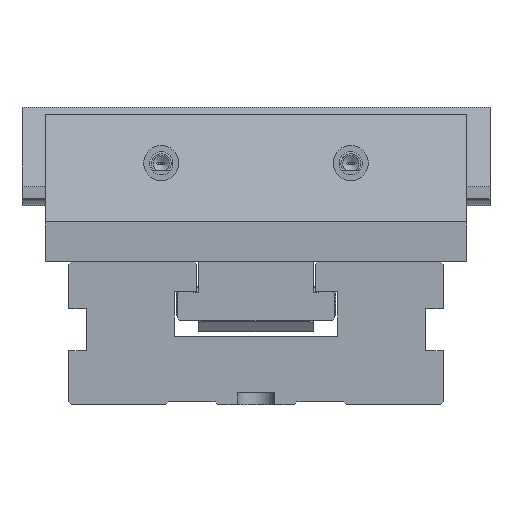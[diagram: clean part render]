
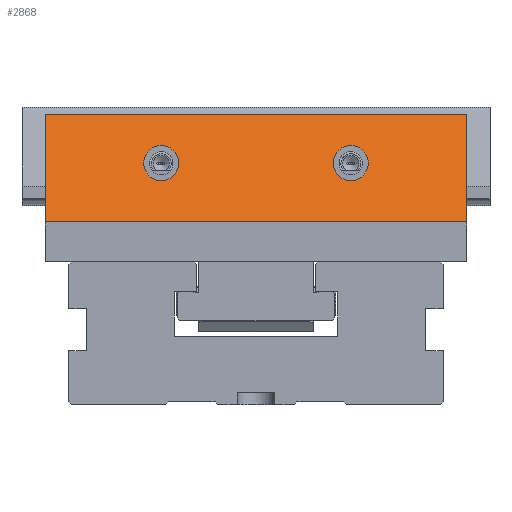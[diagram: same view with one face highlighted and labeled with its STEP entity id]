
A CAD part, left-side view. The second image highlights one B-rep face of the part: STEP entity #2868.
In plain terms, the highlighted planar face has unit normal (-0.924, 0, 0.383).
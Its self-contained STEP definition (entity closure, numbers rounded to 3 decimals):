
#469=LINE('',#12626,#1236);
#483=LINE('',#12658,#1250);
#486=LINE('',#12666,#1253);
#497=LINE('',#12691,#1264);
#1236=VECTOR('',#10026,1.);
#1250=VECTOR('',#10048,1.);
#1253=VECTOR('',#10055,1.);
#1264=VECTOR('',#10074,1.);
#2248=PLANE('',#8808);
#2868=ADVANCED_FACE('',(#3455,#3456,#3457),#2248,.F.);
#3293=ELLIPSE('',#8791,8.118,7.5);
#3294=ELLIPSE('',#8806,8.118,7.5);
#3455=FACE_BOUND('',#3932,.T.);
#3456=FACE_BOUND('',#3933,.T.);
#3457=FACE_BOUND('',#3934,.T.);
#3932=EDGE_LOOP('',(#5217,#5218,#5219,#5220));
#3933=EDGE_LOOP('',(#5221));
#3934=EDGE_LOOP('',(#5222));
#5217=ORIENTED_EDGE('',*,*,#7742,.T.);
#5218=ORIENTED_EDGE('',*,*,#7726,.T.);
#5219=ORIENTED_EDGE('',*,*,#7759,.T.);
#5220=ORIENTED_EDGE('',*,*,#7746,.T.);
#5221=ORIENTED_EDGE('',*,*,#7792,.F.);
#5222=ORIENTED_EDGE('',*,*,#7786,.F.);
#6814=VERTEX_POINT('',#12627);
#6815=VERTEX_POINT('',#12628);
#6828=VERTEX_POINT('',#12659);
#6831=VERTEX_POINT('',#12667);
#6858=VERTEX_POINT('',#12754);
#6865=VERTEX_POINT('',#12776);
#7726=EDGE_CURVE('',#6814,#6815,#469,.T.);
#7742=EDGE_CURVE('',#6828,#6814,#483,.T.);
#7746=EDGE_CURVE('',#6831,#6828,#486,.T.);
#7759=EDGE_CURVE('',#6815,#6831,#497,.T.);
#7786=EDGE_CURVE('',#6858,#6858,#3293,.T.);
#7792=EDGE_CURVE('',#6865,#6865,#3294,.T.);
#8791=AXIS2_PLACEMENT_3D('',#12753,#10148,#10149);
#8806=AXIS2_PLACEMENT_3D('',#12775,#10178,#10179);
#8808=AXIS2_PLACEMENT_3D('',#12778,#10182,#10183);
#10026=DIRECTION('',(0.,1.,0.));
#10048=DIRECTION('',(0.383,0.,0.924));
#10055=DIRECTION('',(0.,-1.,0.));
#10074=DIRECTION('',(-0.383,0.,-0.924));
#10148=DIRECTION('',(-0.924,0.,0.383));
#10149=DIRECTION('',(0.383,0.,0.924));
#10178=DIRECTION('',(-0.924,0.,0.383));
#10179=DIRECTION('',(0.383,0.,0.924));
#10182=DIRECTION('',(0.924,0.,-0.383));
#10183=DIRECTION('',(-0.383,0.,-0.924));
#12626=CARTESIAN_POINT('',(19.042,80.,90.4));
#12627=CARTESIAN_POINT('',(19.042,-10.,90.4));
#12628=CARTESIAN_POINT('',(19.042,170.,90.4));
#12658=CARTESIAN_POINT('',(0.589,-10.,45.853));
#12659=CARTESIAN_POINT('',(0.,-10.,44.43));
#12666=CARTESIAN_POINT('',(0.,80.,44.43));
#12667=CARTESIAN_POINT('',(0.,170.,44.43));
#12691=CARTESIAN_POINT('',(0.589,170.,45.853));
#12753=CARTESIAN_POINT('',(10.405,120.5,69.55));
#12754=CARTESIAN_POINT('',(13.512,120.5,77.05));
#12775=CARTESIAN_POINT('',(10.405,39.5,69.55));
#12776=CARTESIAN_POINT('',(13.512,39.5,77.05));
#12778=CARTESIAN_POINT('',(21.926,80.,97.363));
